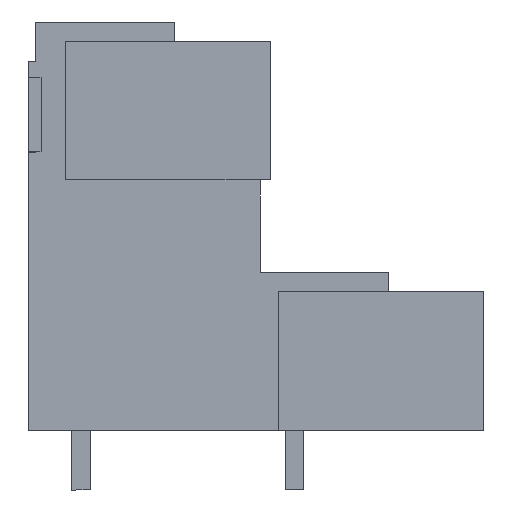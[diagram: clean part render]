
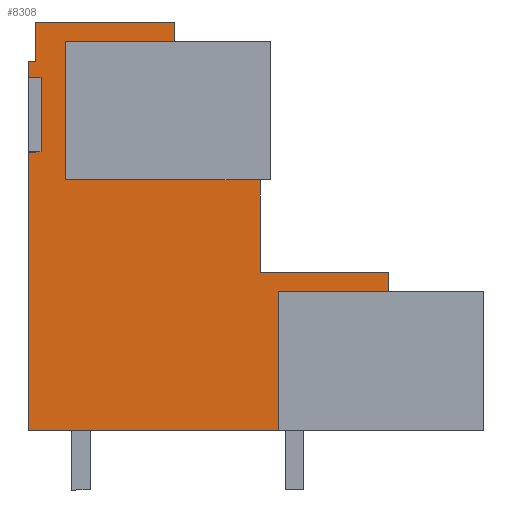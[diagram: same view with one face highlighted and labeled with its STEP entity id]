
A CAD part, left-side view. The second image highlights one B-rep face of the part: STEP entity #8308.
In plain terms, the highlighted planar face has unit normal (-1, 0, 0).
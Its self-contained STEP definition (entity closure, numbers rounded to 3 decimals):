
#8269=AXIS2_PLACEMENT_3D('Plane Axis2P3D',#8266,#8267,#8268) ;
#209=CARTESIAN_POINT('Line Origine',(3.45,22.55,20.438)) ;
#213=CARTESIAN_POINT('Vertex',(3.45,22.55,24.175)) ;
#215=CARTESIAN_POINT('Vertex',(3.45,22.55,16.7)) ;
#622=CARTESIAN_POINT('Vertex',(3.45,12.05,16.7)) ;
#630=CARTESIAN_POINT('Line Origine',(3.45,17.3,16.7)) ;
#1279=CARTESIAN_POINT('Vertex',(3.45,16.65,24.175)) ;
#1282=CARTESIAN_POINT('Line Origine',(3.45,19.6,24.175)) ;
#3727=CARTESIAN_POINT('Line Origine',(3.45,23.85,20.2)) ;
#3731=CARTESIAN_POINT('Vertex',(3.45,23.85,22.2)) ;
#3733=CARTESIAN_POINT('Vertex',(3.45,23.85,18.2)) ;
#3807=CARTESIAN_POINT('Vertex',(3.45,24.15,25.2)) ;
#3823=CARTESIAN_POINT('Vertex',(3.45,24.15,23.09)) ;
#3826=CARTESIAN_POINT('Line Origine',(3.45,24.15,24.145)) ;
#3934=CARTESIAN_POINT('Vertex',(3.45,24.55,18.2)) ;
#3937=CARTESIAN_POINT('Line Origine',(3.45,24.2,18.2)) ;
#3978=CARTESIAN_POINT('Line Origine',(3.45,24.2,22.2)) ;
#3982=CARTESIAN_POINT('Vertex',(3.45,24.55,22.2)) ;
#4638=CARTESIAN_POINT('Vertex',(3.45,5.15,10.7)) ;
#4641=CARTESIAN_POINT('Line Origine',(3.45,8.1,10.7)) ;
#4645=CARTESIAN_POINT('Vertex',(3.45,11.05,10.7)) ;
#4936=CARTESIAN_POINT('Vertex',(3.45,5.15,11.7)) ;
#4939=CARTESIAN_POINT('Line Origine',(3.45,5.15,11.2)) ;
#4967=CARTESIAN_POINT('Vertex',(3.45,12.05,11.7)) ;
#4970=CARTESIAN_POINT('Line Origine',(3.45,8.6,11.7)) ;
#5013=CARTESIAN_POINT('Line Origine',(3.45,12.05,14.2)) ;
#5069=CARTESIAN_POINT('Vertex',(3.45,16.65,25.2)) ;
#5072=CARTESIAN_POINT('Line Origine',(3.45,16.65,24.688)) ;
#6214=CARTESIAN_POINT('Line Origine',(3.45,20.4,25.2)) ;
#6687=CARTESIAN_POINT('Line Origine',(3.45,24.35,23.09)) ;
#6691=CARTESIAN_POINT('Vertex',(3.45,24.55,23.09)) ;
#7887=CARTESIAN_POINT('Line Origine',(3.45,11.05,6.95)) ;
#7891=CARTESIAN_POINT('Vertex',(3.45,11.05,3.2)) ;
#8266=CARTESIAN_POINT('Axis2P3D Location',(3.45,24.15,3.2)) ;
#8271=CARTESIAN_POINT('Line Origine',(3.45,24.55,10.7)) ;
#8275=CARTESIAN_POINT('Vertex',(3.45,24.55,3.2)) ;
#8278=CARTESIAN_POINT('Line Origine',(3.45,17.8,3.2)) ;
#8283=CARTESIAN_POINT('Line Origine',(3.45,24.55,22.645)) ;
#210=DIRECTION('Vector Direction',(0.,0.,-1.)) ;
#631=DIRECTION('Vector Direction',(0.,1.,0.)) ;
#1283=DIRECTION('Vector Direction',(0.,1.,0.)) ;
#3728=DIRECTION('Vector Direction',(0.,0.,-1.)) ;
#3827=DIRECTION('Vector Direction',(0.,0.,1.)) ;
#3938=DIRECTION('Vector Direction',(0.,-1.,0.)) ;
#3979=DIRECTION('Vector Direction',(0.,-1.,0.)) ;
#4642=DIRECTION('Vector Direction',(0.,1.,0.)) ;
#4940=DIRECTION('Vector Direction',(0.,0.,1.)) ;
#4971=DIRECTION('Vector Direction',(0.,1.,0.)) ;
#5014=DIRECTION('Vector Direction',(0.,0.,1.)) ;
#5073=DIRECTION('Vector Direction',(0.,0.,1.)) ;
#6215=DIRECTION('Vector Direction',(0.,1.,0.)) ;
#6688=DIRECTION('Vector Direction',(0.,1.,0.)) ;
#7888=DIRECTION('Vector Direction',(0.,0.,-1.)) ;
#8267=DIRECTION('Axis2P3D Direction',(-1.,0.,0.)) ;
#8268=DIRECTION('Axis2P3D XDirection',(0.,1.,0.)) ;
#8272=DIRECTION('Vector Direction',(0.,0.,-1.)) ;
#8279=DIRECTION('Vector Direction',(0.,-1.,0.)) ;
#8284=DIRECTION('Vector Direction',(0.,0.,-1.)) ;
#211=VECTOR('Line Direction',#210,1.) ;
#632=VECTOR('Line Direction',#631,1.) ;
#1284=VECTOR('Line Direction',#1283,1.) ;
#3729=VECTOR('Line Direction',#3728,1.) ;
#3828=VECTOR('Line Direction',#3827,1.) ;
#3939=VECTOR('Line Direction',#3938,1.) ;
#3980=VECTOR('Line Direction',#3979,1.) ;
#4643=VECTOR('Line Direction',#4642,1.) ;
#4941=VECTOR('Line Direction',#4940,1.) ;
#4972=VECTOR('Line Direction',#4971,1.) ;
#5015=VECTOR('Line Direction',#5014,1.) ;
#5074=VECTOR('Line Direction',#5073,1.) ;
#6216=VECTOR('Line Direction',#6215,1.) ;
#6689=VECTOR('Line Direction',#6688,1.) ;
#7889=VECTOR('Line Direction',#7888,1.) ;
#8273=VECTOR('Line Direction',#8272,1.) ;
#8280=VECTOR('Line Direction',#8279,1.) ;
#8285=VECTOR('Line Direction',#8284,1.) ;
#8289=ORIENTED_EDGE('',*,*,#8277,.T.) ;
#8290=ORIENTED_EDGE('',*,*,#8282,.T.) ;
#8291=ORIENTED_EDGE('',*,*,#7893,.F.) ;
#8292=ORIENTED_EDGE('',*,*,#4647,.F.) ;
#8293=ORIENTED_EDGE('',*,*,#4943,.T.) ;
#8294=ORIENTED_EDGE('',*,*,#4974,.T.) ;
#8295=ORIENTED_EDGE('',*,*,#5017,.T.) ;
#8296=ORIENTED_EDGE('',*,*,#634,.T.) ;
#8297=ORIENTED_EDGE('',*,*,#217,.F.) ;
#8298=ORIENTED_EDGE('',*,*,#1286,.F.) ;
#8299=ORIENTED_EDGE('',*,*,#5076,.T.) ;
#8300=ORIENTED_EDGE('',*,*,#6218,.T.) ;
#8301=ORIENTED_EDGE('',*,*,#3830,.T.) ;
#8302=ORIENTED_EDGE('',*,*,#6693,.T.) ;
#8303=ORIENTED_EDGE('',*,*,#8287,.T.) ;
#8304=ORIENTED_EDGE('',*,*,#3984,.T.) ;
#8305=ORIENTED_EDGE('',*,*,#3735,.T.) ;
#8306=ORIENTED_EDGE('',*,*,#3941,.F.) ;
#8308=ADVANCED_FACE('HOUSING',(#8307),#8270,.T.) ;
#217=EDGE_CURVE('',#214,#216,#212,.T.) ;
#634=EDGE_CURVE('',#623,#216,#633,.T.) ;
#1286=EDGE_CURVE('',#1280,#214,#1285,.T.) ;
#3735=EDGE_CURVE('',#3732,#3734,#3730,.T.) ;
#3830=EDGE_CURVE('',#3808,#3824,#3829,.F.) ;
#3941=EDGE_CURVE('',#3935,#3734,#3940,.T.) ;
#3984=EDGE_CURVE('',#3983,#3732,#3981,.T.) ;
#4647=EDGE_CURVE('',#4639,#4646,#4644,.T.) ;
#4943=EDGE_CURVE('',#4639,#4937,#4942,.T.) ;
#4974=EDGE_CURVE('',#4937,#4968,#4973,.T.) ;
#5017=EDGE_CURVE('',#4968,#623,#5016,.T.) ;
#5076=EDGE_CURVE('',#1280,#5070,#5075,.T.) ;
#6218=EDGE_CURVE('',#5070,#3808,#6217,.T.) ;
#6693=EDGE_CURVE('',#3824,#6692,#6690,.T.) ;
#7893=EDGE_CURVE('',#4646,#7892,#7890,.T.) ;
#8277=EDGE_CURVE('',#3935,#8276,#8274,.T.) ;
#8282=EDGE_CURVE('',#8276,#7892,#8281,.T.) ;
#8287=EDGE_CURVE('',#6692,#3983,#8286,.T.) ;
#8288=EDGE_LOOP('',(#8289,#8290,#8291,#8292,#8293,#8294,#8295,#8296,#8297,#8298,#8299,#8300,#8301,#8302,#8303,#8304,#8305,#8306)) ;
#8307=FACE_OUTER_BOUND('',#8288,.T.) ;
#212=LINE('Line',#209,#211) ;
#633=LINE('Line',#630,#632) ;
#1285=LINE('Line',#1282,#1284) ;
#3730=LINE('Line',#3727,#3729) ;
#3829=LINE('Line',#3826,#3828) ;
#3940=LINE('Line',#3937,#3939) ;
#3981=LINE('Line',#3978,#3980) ;
#4644=LINE('Line',#4641,#4643) ;
#4942=LINE('Line',#4939,#4941) ;
#4973=LINE('Line',#4970,#4972) ;
#5016=LINE('Line',#5013,#5015) ;
#5075=LINE('Line',#5072,#5074) ;
#6217=LINE('Line',#6214,#6216) ;
#6690=LINE('Line',#6687,#6689) ;
#7890=LINE('Line',#7887,#7889) ;
#8274=LINE('Line',#8271,#8273) ;
#8281=LINE('Line',#8278,#8280) ;
#8286=LINE('Line',#8283,#8285) ;
#8270=PLANE('',#8269) ;
#214=VERTEX_POINT('',#213) ;
#216=VERTEX_POINT('',#215) ;
#623=VERTEX_POINT('',#622) ;
#1280=VERTEX_POINT('',#1279) ;
#3732=VERTEX_POINT('',#3731) ;
#3734=VERTEX_POINT('',#3733) ;
#3808=VERTEX_POINT('',#3807) ;
#3824=VERTEX_POINT('',#3823) ;
#3935=VERTEX_POINT('',#3934) ;
#3983=VERTEX_POINT('',#3982) ;
#4639=VERTEX_POINT('',#4638) ;
#4646=VERTEX_POINT('',#4645) ;
#4937=VERTEX_POINT('',#4936) ;
#4968=VERTEX_POINT('',#4967) ;
#5070=VERTEX_POINT('',#5069) ;
#6692=VERTEX_POINT('',#6691) ;
#7892=VERTEX_POINT('',#7891) ;
#8276=VERTEX_POINT('',#8275) ;
